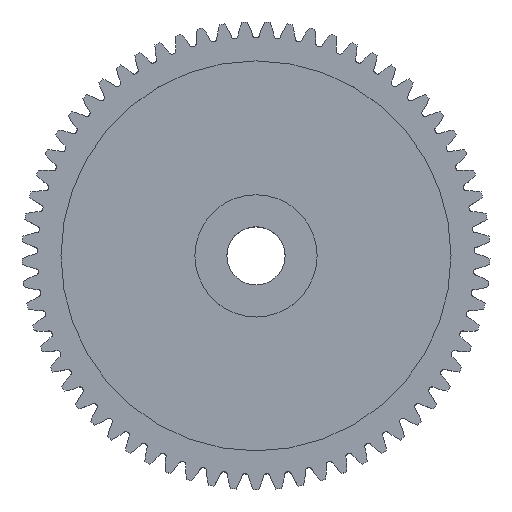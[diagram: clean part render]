
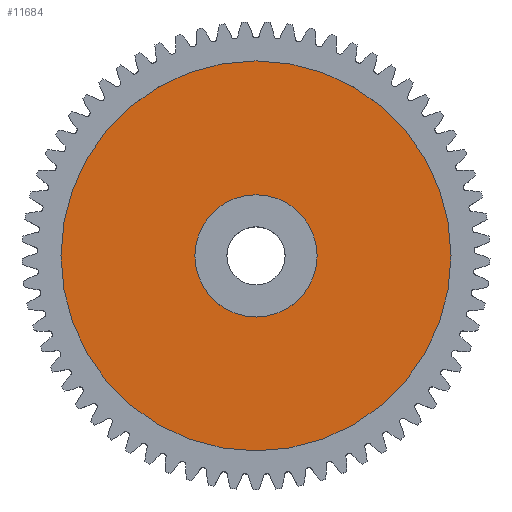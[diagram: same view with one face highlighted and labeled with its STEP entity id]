
A CAD part, top view. The second image highlights one B-rep face of the part: STEP entity #11684.
In plain terms, the highlighted planar face has unit normal (0, 0, 1).
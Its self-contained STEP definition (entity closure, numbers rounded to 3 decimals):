
#5980 = AXIS2_PLACEMENT_3D ( 'NONE', #6141, #6167, #6107 ) ;
#6046 = CIRCLE ( 'NONE', #5980, 10.5 ) ;
#6107 = DIRECTION ( 'NONE',  ( -1., 0., 0. ) ) ;
#6141 = CARTESIAN_POINT ( 'NONE',  ( 0., 0., 7.75 ) ) ;
#6167 = DIRECTION ( 'NONE',  ( 0., 0., -1. ) ) ;
#6178 = CIRCLE ( 'NONE', #6370, 33.5 ) ;
#6181 = FACE_BOUND ( 'NONE', #11685, .T. ) ;
#6228 = FACE_OUTER_BOUND ( 'NONE', #11682, .T. ) ;
#6343 = PLANE ( 'NONE',  #6372 ) ;
#6357 = CARTESIAN_POINT ( 'NONE',  ( 0., 0., 7.75 ) ) ;
#6358 = DIRECTION ( 'NONE',  ( -1., 0., 0. ) ) ;
#6359 = DIRECTION ( 'NONE',  ( 0., 0., -1. ) ) ;
#6360 = CARTESIAN_POINT ( 'NONE',  ( 0., 0., 7.75 ) ) ;
#6368 = DIRECTION ( 'NONE',  ( 0., 0., -1. ) ) ;
#6370 = AXIS2_PLACEMENT_3D ( 'NONE', #6357, #6368, #6374 ) ;
#6372 = AXIS2_PLACEMENT_3D ( 'NONE', #6360, #6359, #6358 ) ;
#6374 = DIRECTION ( 'NONE',  ( -1., 0., 0. ) ) ;
#6740 = CARTESIAN_POINT ( 'NONE',  ( 33.5, 0., 7.75 ) ) ;
#6741 = CARTESIAN_POINT ( 'NONE',  ( -33.5, 0., 7.75 ) ) ;
#6780 = CARTESIAN_POINT ( 'NONE',  ( 10.5, 0., 7.75 ) ) ;
#6781 = DIRECTION ( 'NONE',  ( -1., 0., 0. ) ) ;
#6782 = DIRECTION ( 'NONE',  ( 0., 0., -1. ) ) ;
#6783 = AXIS2_PLACEMENT_3D ( 'NONE', #6792, #6782, #6781 ) ;
#6792 = CARTESIAN_POINT ( 'NONE',  ( 0., 0., 7.75 ) ) ;
#6799 = CIRCLE ( 'NONE', #6783, 10.5 ) ;
#6804 = CARTESIAN_POINT ( 'NONE',  ( -10.5, 0., 7.75 ) ) ;
#6957 = AXIS2_PLACEMENT_3D ( 'NONE', #7101, #6961, #7091 ) ;
#6961 = DIRECTION ( 'NONE',  ( 0., 0., -1. ) ) ;
#6962 = CIRCLE ( 'NONE', #6957, 33.5 ) ;
#7091 = DIRECTION ( 'NONE',  ( -1., 0., 0. ) ) ;
#7101 = CARTESIAN_POINT ( 'NONE',  ( 0., 0., 7.75 ) ) ;
#11677 = EDGE_CURVE ( 'NONE', #11815, #11837, #6046, .T. ) ;
#11679 = ORIENTED_EDGE ( 'NONE', *, *, #11948, .F. ) ;
#11680 = ORIENTED_EDGE ( 'NONE', *, *, #11686, .F. ) ;
#11681 = ORIENTED_EDGE ( 'NONE', *, *, #11677, .T. ) ;
#11682 = EDGE_LOOP ( 'NONE', ( #11680, #11679 ) ) ;
#11684 = ADVANCED_FACE ( 'NONE', ( #6181, #6228 ), #6343, .F. ) ;
#11685 = EDGE_LOOP ( 'NONE', ( #11840, #11681 ) ) ;
#11686 = EDGE_CURVE ( 'NONE', #11899, #11900, #6178, .T. ) ;
#11814 = EDGE_CURVE ( 'NONE', #11837, #11815, #6799, .T. ) ;
#11815 = VERTEX_POINT ( 'NONE', #6780 ) ;
#11837 = VERTEX_POINT ( 'NONE', #6804 ) ;
#11840 = ORIENTED_EDGE ( 'NONE', *, *, #11814, .T. ) ;
#11899 = VERTEX_POINT ( 'NONE', #6741 ) ;
#11900 = VERTEX_POINT ( 'NONE', #6740 ) ;
#11948 = EDGE_CURVE ( 'NONE', #11900, #11899, #6962, .T. ) ;
